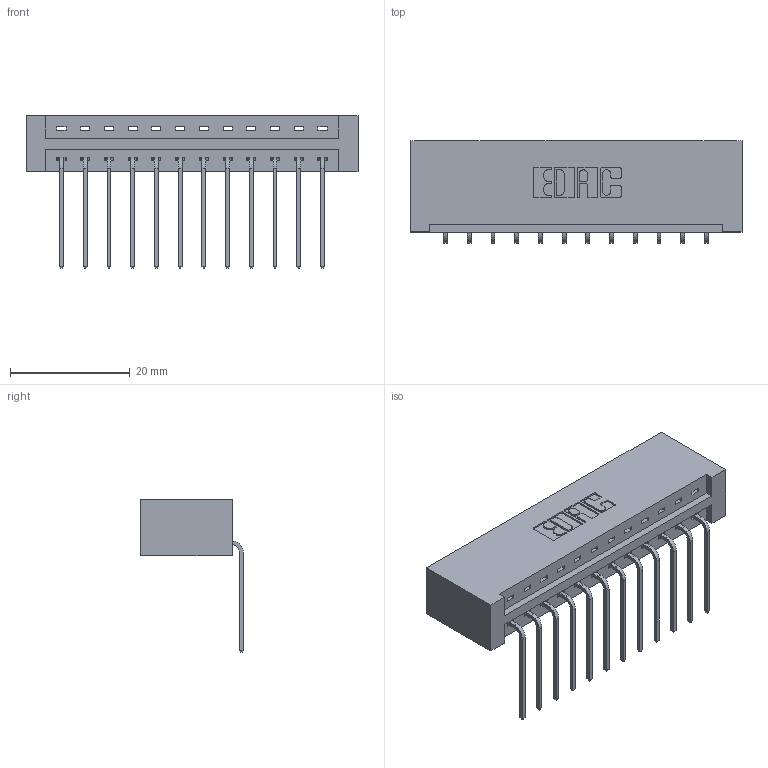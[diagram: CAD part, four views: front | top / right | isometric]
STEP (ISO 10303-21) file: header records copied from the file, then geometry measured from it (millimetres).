
FILE_DESCRIPTION (( 'STEP AP203' ), '1' );
FILE_NAME ('337-012-559-101.STEP', '2019-09-28T00:57:58', ( '' ), ( '' ), 'SwSTEP 2.0', 'SolidWorks 2016', '' );
FILE_SCHEMA (( 'CONFIG_CONTROL_DESIGN' ));
Length unit declared in the file: inch
Products named in the file (3): 345-292-001_558 559 Tail - 1; 337-012-559-101; 337 Part_No Mounting Lugs
Assembly tree (13 placements, depth 2):
  337-012-559-101
    337 Part_No Mounting Lugs
    345-292-001_558 559 Tail - 1  x12
Bounding box: 55.42 x 17.09 x 25.53 mm (x, y, z)
Volume: 6163.5 mm3; surface area: 6429.7 mm2
Topology: 13 solids, 13 shells, 874 faces, 2615 edges, 1726 vertices
Faces by surface type: plane 642, cylinder 232
Entity records: 12607 total; most frequent: CARTESIAN_POINT 2202, ORIENTED_EDGE 2150, DIRECTION 1907, EDGE_CURVE 1075, VECTOR 955, LINE 955, VERTEX_POINT 714, AXIS2_PLACEMENT_3D 476
